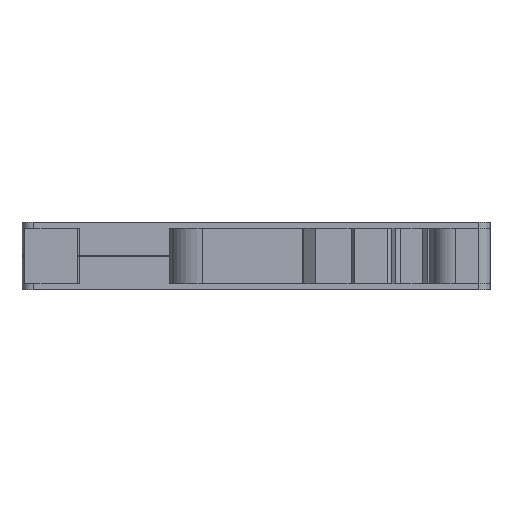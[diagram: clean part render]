
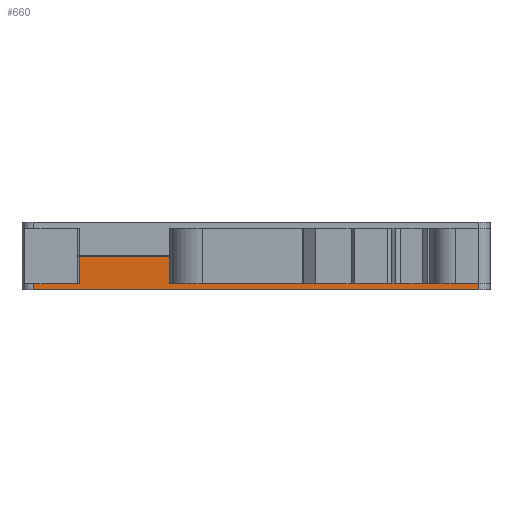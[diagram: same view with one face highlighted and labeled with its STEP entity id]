
A CAD part, front view. The second image highlights one B-rep face of the part: STEP entity #660.
In plain terms, the highlighted planar face has unit normal (0, -1, 0).
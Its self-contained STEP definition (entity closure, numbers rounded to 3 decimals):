
#660=ADVANCED_FACE('',(#2594),#2596,.F.);
#2594=FACE_BOUND('',#2595,.T.);
#2595=EDGE_LOOP('',(#4166,#4167,#4168,#4169,#4170,#4171,#4172,#4173));
#2596=PLANE('',#2597);
#2597=AXIS2_PLACEMENT_3D('',#2598,#2599,#2600);
#2598=CARTESIAN_POINT('',(64.254,59.167,0.258));
#2599=DIRECTION('',(0.,1.,0.));
#2600=DIRECTION('',(0.,0.,1.));
#4166=ORIENTED_EDGE('',*,*,#5184,.F.);
#4167=ORIENTED_EDGE('',*,*,#5322,.T.);
#4168=ORIENTED_EDGE('',*,*,#5323,.T.);
#4169=ORIENTED_EDGE('',*,*,#5294,.T.);
#4170=ORIENTED_EDGE('',*,*,#5324,.F.);
#4171=ORIENTED_EDGE('',*,*,#5325,.T.);
#4172=ORIENTED_EDGE('',*,*,#5175,.T.);
#4173=ORIENTED_EDGE('',*,*,#5228,.F.);
#5175=EDGE_CURVE('',#5934,#5935,#5936,.T.);
#5184=EDGE_CURVE('',#5951,#5952,#5953,.T.);
#5228=EDGE_CURVE('',#5952,#5935,#6022,.T.);
#5294=EDGE_CURVE('',#6125,#6123,#6126,.T.);
#5322=EDGE_CURVE('',#5951,#6172,#6173,.T.);
#5323=EDGE_CURVE('',#6172,#6125,#6174,.T.);
#5324=EDGE_CURVE('',#6175,#6123,#6176,.T.);
#5325=EDGE_CURVE('',#6175,#5934,#6177,.T.);
#5934=VERTEX_POINT('',#7267);
#5935=VERTEX_POINT('',#7268);
#5936=LINE('',#7269,#7270);
#5951=VERTEX_POINT('',#7304);
#5952=VERTEX_POINT('',#7305);
#5953=LINE('',#7306,#7307);
#6022=LINE('',#7473,#7474);
#6123=VERTEX_POINT('',#7719);
#6125=VERTEX_POINT('',#7723);
#6126=LINE('',#7724,#7725);
#6172=VERTEX_POINT('',#7832);
#6173=LINE('',#7833,#7834);
#6174=LINE('',#7836,#7837);
#6175=VERTEX_POINT('',#7839);
#6176=LINE('',#7840,#7841);
#6177=LINE('',#7843,#7844);
#7267=CARTESIAN_POINT('',(14.428,59.167,-2.5));
#7268=CARTESIAN_POINT('',(14.428,59.167,-3.075));
#7269=CARTESIAN_POINT('',(14.428,59.167,-2.5));
#7270=VECTOR('',#7271,1.);
#7271=DIRECTION('',(0.,0.,-1.));
#7304=CARTESIAN_POINT('',(54.928,59.167,-2.5));
#7305=CARTESIAN_POINT('',(54.928,59.167,-3.075));
#7306=CARTESIAN_POINT('',(54.928,59.167,-2.5));
#7307=VECTOR('',#7308,1.);
#7308=DIRECTION('',(0.,0.,-1.));
#7473=CARTESIAN_POINT('',(54.928,59.167,-3.075));
#7474=VECTOR('',#7475,1.);
#7475=DIRECTION('',(-1.,0.,0.));
#7719=CARTESIAN_POINT('',(18.678,59.167,0.));
#7723=CARTESIAN_POINT('',(29.395,59.167,0.));
#7724=CARTESIAN_POINT('',(29.395,59.167,0.));
#7725=VECTOR('',#7726,1.);
#7726=DIRECTION('',(-1.,0.,0.));
#7832=CARTESIAN_POINT('',(29.395,59.167,-2.5));
#7833=CARTESIAN_POINT('',(54.928,59.167,-2.5));
#7834=VECTOR('',#7835,1.);
#7835=DIRECTION('',(-1.,0.,0.));
#7836=CARTESIAN_POINT('',(29.395,59.167,-2.5));
#7837=VECTOR('',#7838,1.);
#7838=DIRECTION('',(0.,0.,1.));
#7839=CARTESIAN_POINT('',(18.678,59.167,-2.5));
#7840=CARTESIAN_POINT('',(18.678,59.167,-2.5));
#7841=VECTOR('',#7842,1.);
#7842=DIRECTION('',(0.,0.,1.));
#7843=CARTESIAN_POINT('',(18.678,59.167,-2.5));
#7844=VECTOR('',#7845,1.);
#7845=DIRECTION('',(-1.,0.,0.));
